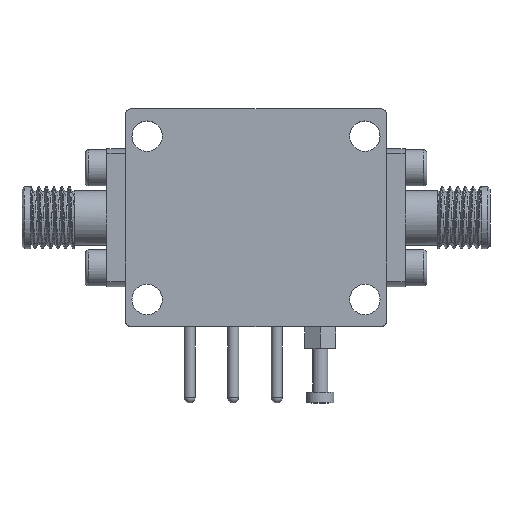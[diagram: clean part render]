
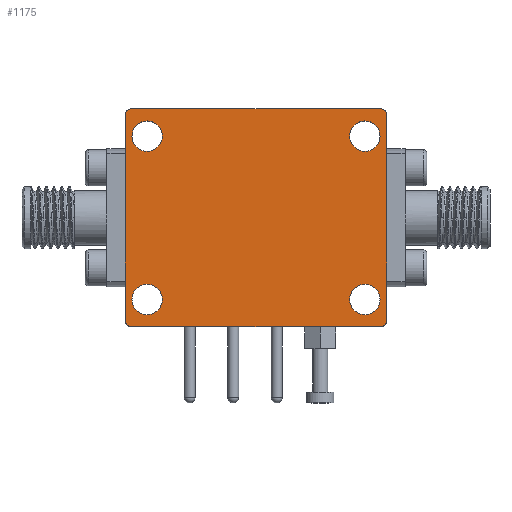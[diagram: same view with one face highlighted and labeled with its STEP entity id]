
A CAD part, top view. The second image highlights one B-rep face of the part: STEP entity #1175.
In plain terms, the highlighted planar face has unit normal (0, 0, 1).
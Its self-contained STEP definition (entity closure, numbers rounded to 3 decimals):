
#802=FACE_BOUND('',#1944,.T.);
#803=FACE_BOUND('',#1945,.T.);
#804=FACE_BOUND('',#1946,.T.);
#805=FACE_BOUND('',#1947,.T.);
#806=FACE_BOUND('',#1948,.T.);
#1070=PLANE('',#5758);
#1175=ADVANCED_FACE('',(#802,#803,#804,#805,#806),#1070,.F.);
#1944=EDGE_LOOP('',(#2673,#2674,#2675,#2676,#2677,#2678,#2679,#2680));
#1945=EDGE_LOOP('',(#2681));
#1946=EDGE_LOOP('',(#2682));
#1947=EDGE_LOOP('',(#2683));
#1948=EDGE_LOOP('',(#2684));
#2391=LINE('',#6798,#2509);
#2395=LINE('',#6810,#2513);
#2399=LINE('',#6858,#2517);
#2403=LINE('',#6884,#2521);
#2509=VECTOR('',#6051,1.);
#2513=VECTOR('',#6063,1.);
#2517=VECTOR('',#6081,1.);
#2521=VECTOR('',#6111,1.);
#2673=ORIENTED_EDGE('',*,*,#4768,.F.);
#2674=ORIENTED_EDGE('',*,*,#4804,.F.);
#2675=ORIENTED_EDGE('',*,*,#4795,.F.);
#2676=ORIENTED_EDGE('',*,*,#4792,.F.);
#2677=ORIENTED_EDGE('',*,*,#4780,.F.);
#2678=ORIENTED_EDGE('',*,*,#4777,.F.);
#2679=ORIENTED_EDGE('',*,*,#4774,.F.);
#2680=ORIENTED_EDGE('',*,*,#4771,.F.);
#2681=ORIENTED_EDGE('',*,*,#4801,.T.);
#2682=ORIENTED_EDGE('',*,*,#4799,.T.);
#2683=ORIENTED_EDGE('',*,*,#4797,.T.);
#2684=ORIENTED_EDGE('',*,*,#4805,.T.);
#4270=VERTEX_POINT('',#6791);
#4271=VERTEX_POINT('',#6793);
#4273=VERTEX_POINT('',#6799);
#4275=VERTEX_POINT('',#6805);
#4277=VERTEX_POINT('',#6811);
#4279=VERTEX_POINT('',#6817);
#4290=VERTEX_POINT('',#6859);
#4292=VERTEX_POINT('',#6865);
#4293=VERTEX_POINT('',#6869);
#4295=VERTEX_POINT('',#6874);
#4297=VERTEX_POINT('',#6879);
#4299=VERTEX_POINT('',#6887);
#4768=EDGE_CURVE('',#4270,#4271,#5589,.T.);
#4771=EDGE_CURVE('',#4271,#4273,#2391,.T.);
#4774=EDGE_CURVE('',#4273,#4275,#5591,.T.);
#4777=EDGE_CURVE('',#4275,#4277,#2395,.T.);
#4780=EDGE_CURVE('',#4277,#4279,#5593,.T.);
#4792=EDGE_CURVE('',#4279,#4290,#2399,.T.);
#4795=EDGE_CURVE('',#4290,#4292,#5598,.T.);
#4797=EDGE_CURVE('',#4293,#4293,#5599,.T.);
#4799=EDGE_CURVE('',#4295,#4295,#5601,.T.);
#4801=EDGE_CURVE('',#4297,#4297,#5603,.T.);
#4804=EDGE_CURVE('',#4292,#4270,#2403,.T.);
#4805=EDGE_CURVE('',#4299,#4299,#5605,.T.);
#5589=CIRCLE('',#5728,0.5);
#5591=CIRCLE('',#5732,0.5);
#5593=CIRCLE('',#5736,0.5);
#5598=CIRCLE('',#5743,0.5);
#5599=CIRCLE('',#5745,1.4);
#5601=CIRCLE('',#5748,1.4);
#5603=CIRCLE('',#5751,1.4);
#5605=CIRCLE('',#5755,1.4);
#5728=AXIS2_PLACEMENT_3D('',#6792,#6045,#6046);
#5732=AXIS2_PLACEMENT_3D('',#6804,#6057,#6058);
#5736=AXIS2_PLACEMENT_3D('',#6816,#6069,#6070);
#5743=AXIS2_PLACEMENT_3D('',#6864,#6087,#6088);
#5745=AXIS2_PLACEMENT_3D('',#6868,#6092,#6093);
#5748=AXIS2_PLACEMENT_3D('',#6873,#6098,#6099);
#5751=AXIS2_PLACEMENT_3D('',#6878,#6104,#6105);
#5755=AXIS2_PLACEMENT_3D('',#6886,#6114,#6115);
#5758=AXIS2_PLACEMENT_3D('',#6891,#6120,#6121);
#6045=DIRECTION('',(0.,0.,-1.));
#6046=DIRECTION('',(1.,0.,0.));
#6051=DIRECTION('',(1.,0.,0.));
#6057=DIRECTION('',(0.,0.,-1.));
#6058=DIRECTION('',(1.,0.,0.));
#6063=DIRECTION('',(0.,-1.,0.));
#6069=DIRECTION('',(0.,0.,-1.));
#6070=DIRECTION('',(1.,0.,0.));
#6081=DIRECTION('',(-1.,0.,0.));
#6087=DIRECTION('',(0.,0.,-1.));
#6088=DIRECTION('',(1.,0.,0.));
#6092=DIRECTION('',(0.,0.,-1.));
#6093=DIRECTION('',(1.,0.,0.));
#6098=DIRECTION('',(0.,0.,-1.));
#6099=DIRECTION('',(1.,0.,0.));
#6104=DIRECTION('',(0.,0.,-1.));
#6105=DIRECTION('',(1.,0.,0.));
#6111=DIRECTION('',(0.,1.,0.));
#6114=DIRECTION('',(0.,0.,-1.));
#6115=DIRECTION('',(1.,0.,0.));
#6120=DIRECTION('',(0.,0.,-1.));
#6121=DIRECTION('',(1.,0.,0.));
#6791=CARTESIAN_POINT('',(2070.652,542.182,0.));
#6792=CARTESIAN_POINT('',(2071.152,542.182,0.));
#6793=CARTESIAN_POINT('',(2071.152,542.682,0.));
#6798=CARTESIAN_POINT('',(2071.152,542.682,0.));
#6799=CARTESIAN_POINT('',(2094.152,542.682,0.));
#6804=CARTESIAN_POINT('',(2094.152,542.182,0.));
#6805=CARTESIAN_POINT('',(2094.652,542.182,0.));
#6810=CARTESIAN_POINT('',(2094.652,542.182,0.));
#6811=CARTESIAN_POINT('',(2094.652,523.182,0.));
#6816=CARTESIAN_POINT('',(2094.152,523.182,0.));
#6817=CARTESIAN_POINT('',(2094.152,522.682,0.));
#6858=CARTESIAN_POINT('',(2094.152,522.682,0.));
#6859=CARTESIAN_POINT('',(2071.152,522.682,0.));
#6864=CARTESIAN_POINT('',(2071.152,523.182,0.));
#6865=CARTESIAN_POINT('',(2070.652,523.182,0.));
#6868=CARTESIAN_POINT('',(2092.652,540.182,0.));
#6869=CARTESIAN_POINT('',(2094.052,540.182,0.));
#6873=CARTESIAN_POINT('',(2072.652,525.182,0.));
#6874=CARTESIAN_POINT('',(2074.052,525.182,0.));
#6878=CARTESIAN_POINT('',(2072.652,540.182,0.));
#6879=CARTESIAN_POINT('',(2074.052,540.182,0.));
#6884=CARTESIAN_POINT('',(2070.652,523.182,0.));
#6886=CARTESIAN_POINT('',(2092.652,525.182,0.));
#6887=CARTESIAN_POINT('',(2094.052,525.182,0.));
#6891=CARTESIAN_POINT('',(2071.152,542.182,0.));
